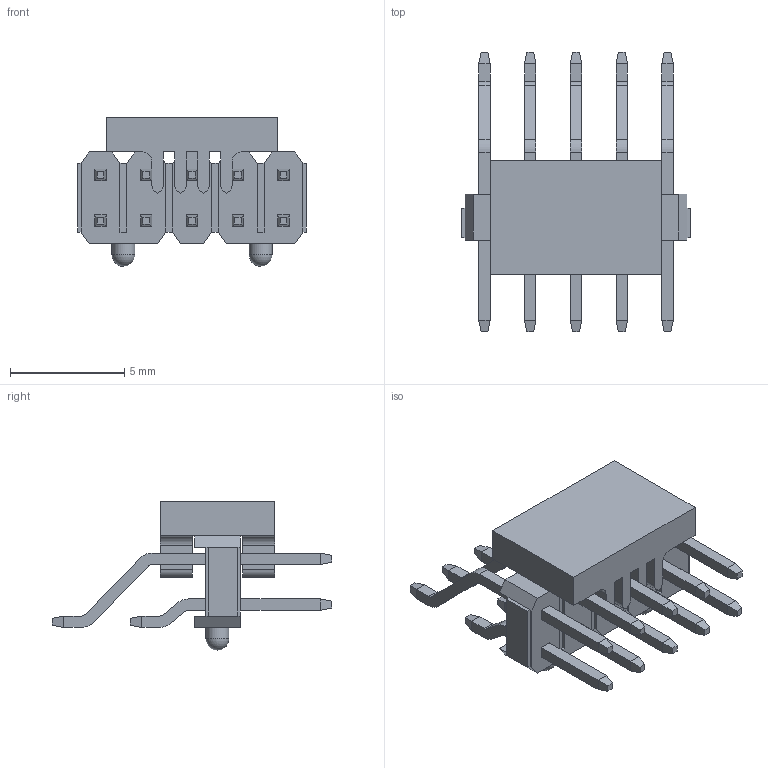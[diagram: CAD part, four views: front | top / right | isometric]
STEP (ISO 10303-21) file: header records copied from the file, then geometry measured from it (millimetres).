
FILE_DESCRIPTION(/* description */ ('Unknown'),/* implementation_level */ '2;1');
FILE_NAME(/* name */ '621310284521',/* time_stamp */ '2017-04-20T10:46:57+02:00',/* author */ ('Unknown'),/* organization */ ('Unknown'),/* preprocessor_version */ 'ST-DEVELOPER v16.7',/* originating_system */ 'DEX',/* authorisation */ $);
FILE_SCHEMA (('AUTOMOTIVE_DESIGN {1 0 10303 214 3 1 1}'));
Length unit declared in the file: millimetre
Products named in the file (5): 6213xx284521; 621010284521; 6210xx284521_PIN COURTE; 6210xx284521_PIN LONGUE; 6213xx284521_Cap
Assembly tree (12 placements, depth 2):
  6213xx284521
    621010284521
    6210xx284521_PIN COURTE  x5
    6210xx284521_PIN LONGUE  x5
    6213xx284521_Cap
Bounding box: 10 x 12.22 x 6.5 mm (x, y, z)
Volume: 149.4 mm3; surface area: 557.4 mm2
Topology: 12 solids, 12 shells, 448 faces, 1104 edges, 680 vertices
Faces by surface type: plane 384, cylinder 62, sphere 2
Full cylindrical faces by diameter (mm): 1 x2
Entity records: 8099 total; most frequent: CARTESIAN_POINT 1385, ORIENTED_EDGE 1360, DIRECTION 1310, EDGE_CURVE 680, LINE 620, VECTOR 620, VERTEX_POINT 420, AXIS2_PLACEMENT_3D 345
